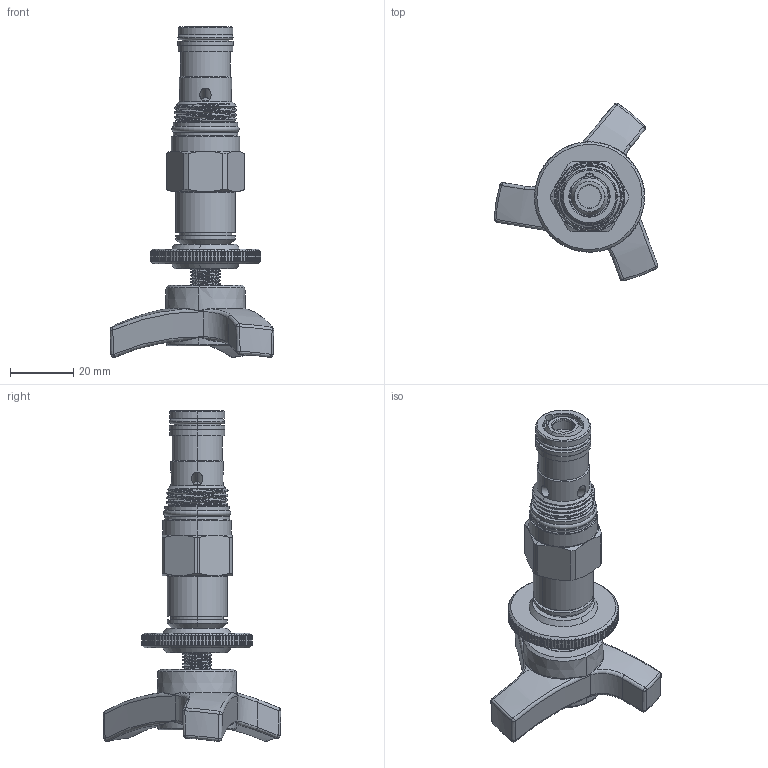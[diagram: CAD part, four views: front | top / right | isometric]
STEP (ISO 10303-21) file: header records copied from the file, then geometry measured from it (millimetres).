
FILE_DESCRIPTION (( 'STEP AP203' ), '1' );
FILE_NAME ('NC13A21-T.STEP', '2020-03-19T05:05:23', ( '' ), ( '' ), 'SwSTEP 2.0', 'SolidWorks 2018', '' );
FILE_SCHEMA (( 'CONFIG_CONTROL_DESIGN' ));
Products named in the file (1): NC13A21-T
Bounding box: 51.95 x 56.44 x 105.05 mm (x, y, z)
Volume: 42081.4 mm3; surface area: 19068.7 mm2
Topology: 8 solids, 13 shells, 965 faces, 2525 edges, 1603 vertices
Faces by surface type: plane 357, cylinder 275, bspline 155, cone 104, sphere 40, torus 34
Entity records: 94840 total; most frequent: CARTESIAN_POINT 73193, ORIENTED_EDGE 5004, DIRECTION 3922, EDGE_CURVE 2502, VERTEX_POINT 1597, AXIS2_PLACEMENT_3D 1542, EDGE_LOOP 1011, ADVANCED_FACE 965
